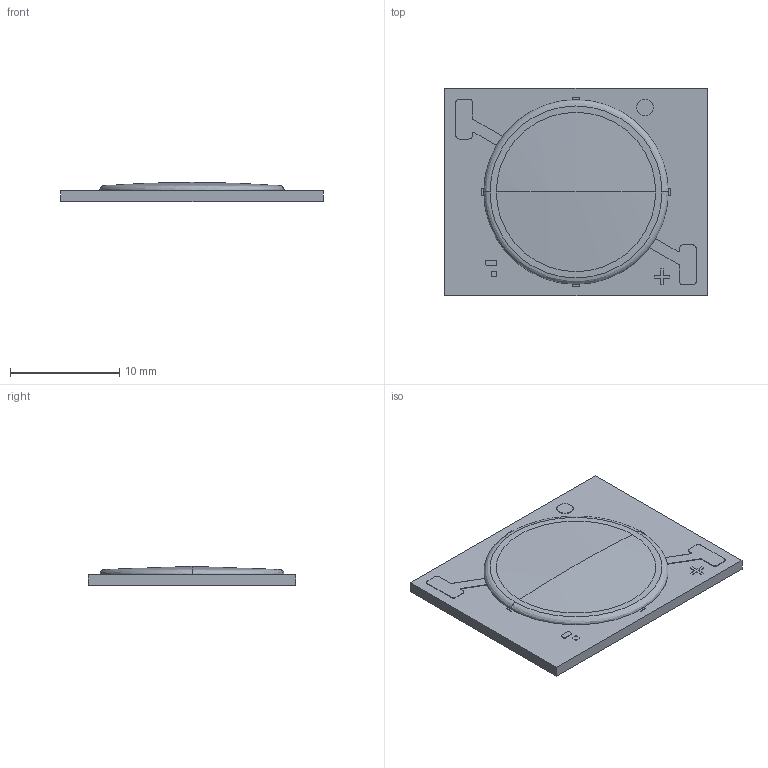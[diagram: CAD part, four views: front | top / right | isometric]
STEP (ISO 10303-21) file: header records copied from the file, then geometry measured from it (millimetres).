
FILE_DESCRIPTION (( 'STEP AP214' ), '1' );
FILE_NAME ('J048Z-V1.STEP', '2020-02-12T01:27:56', ( '' ), ( '' ), 'SwSTEP 2.0', 'SolidWorks 2016', '' );
FILE_SCHEMA (( 'AUTOMOTIVE_DESIGN' ));
Length unit declared in the file: millimetre
Products named in the file (5): 3; 2; 1; J048Z-V1; 4
Assembly tree (4 placements, depth 2):
  J048Z-V1
    1
    2
    4
    3
Bounding box: 24 x 19 x 1.75 mm (x, y, z)
Volume: 586.9 mm3; surface area: 1839.2 mm2
Topology: 13 solids, 13 shells, 107 faces, 244 edges, 163 vertices
Faces by surface type: plane 79, cylinder 24, bspline 2, sphere 2
Entity records: 3303 total; most frequent: CARTESIAN_POINT 557, DIRECTION 522, ORIENTED_EDGE 488, EDGE_CURVE 244, LINE 186, VECTOR 186, AXIS2_PLACEMENT_3D 168, VERTEX_POINT 163
